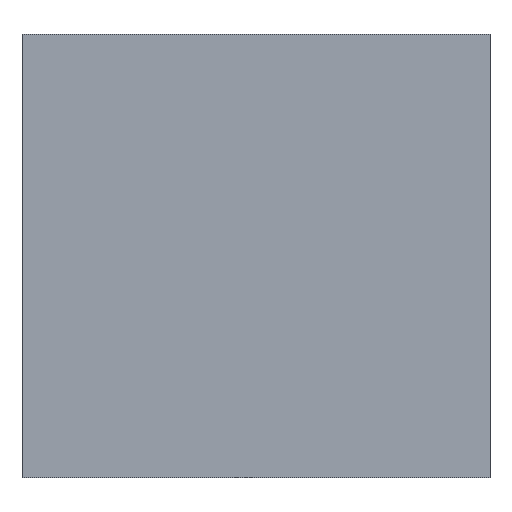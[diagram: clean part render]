
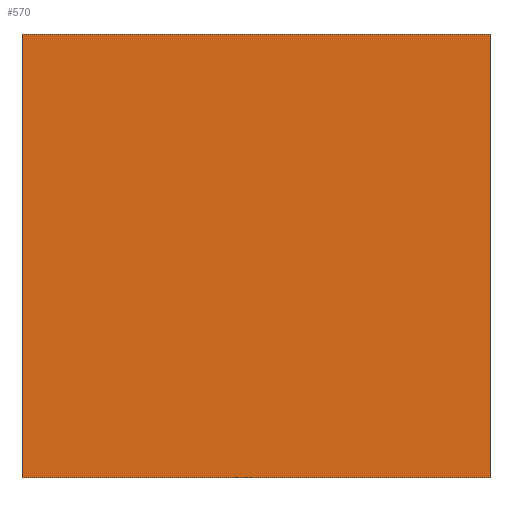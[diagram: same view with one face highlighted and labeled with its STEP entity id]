
A CAD part, front view. The second image highlights one B-rep face of the part: STEP entity #570.
In plain terms, the highlighted planar face has unit normal (0, -1, 0).
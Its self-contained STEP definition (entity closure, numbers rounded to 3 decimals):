
#66=LINE('',#971,#114);
#70=LINE('',#979,#118);
#73=LINE('',#985,#121);
#76=LINE('',#990,#124);
#114=VECTOR('',#808,10.);
#118=VECTOR('',#814,10.);
#121=VECTOR('',#819,10.);
#124=VECTOR('',#824,10.);
#142=PLANE('',#649);
#176=FACE_OUTER_BOUND('',#213,.T.);
#213=EDGE_LOOP('',(#528,#529,#530,#531));
#287=VERTEX_POINT('',#969);
#288=VERTEX_POINT('',#970);
#291=VERTEX_POINT('',#978);
#293=VERTEX_POINT('',#984);
#362=EDGE_CURVE('',#287,#288,#66,.T.);
#366=EDGE_CURVE('',#291,#287,#70,.T.);
#369=EDGE_CURVE('',#293,#291,#73,.T.);
#372=EDGE_CURVE('',#288,#293,#76,.T.);
#528=ORIENTED_EDGE('',*,*,#372,.F.);
#529=ORIENTED_EDGE('',*,*,#362,.F.);
#530=ORIENTED_EDGE('',*,*,#366,.F.);
#531=ORIENTED_EDGE('',*,*,#369,.F.);
#570=ADVANCED_FACE('',(#176),#142,.F.);
#649=AXIS2_PLACEMENT_3D('',#993,#828,#829);
#808=DIRECTION('',(1.,0.,0.));
#814=DIRECTION('',(0.,0.,1.));
#819=DIRECTION('',(-1.,0.,0.));
#824=DIRECTION('',(0.,0.,-1.));
#828=DIRECTION('center_axis',(0.,1.,0.));
#829=DIRECTION('ref_axis',(1.,0.,0.));
#969=CARTESIAN_POINT('',(-1.9,0.,1.8));
#970=CARTESIAN_POINT('',(1.9,0.,1.8));
#971=CARTESIAN_POINT('',(-1.9,0.,1.8));
#978=CARTESIAN_POINT('',(-1.9,0.,-1.8));
#979=CARTESIAN_POINT('',(-1.9,0.,-1.8));
#984=CARTESIAN_POINT('',(1.9,0.,-1.8));
#985=CARTESIAN_POINT('',(1.9,0.,-1.8));
#990=CARTESIAN_POINT('',(1.9,0.,1.8));
#993=CARTESIAN_POINT('Origin',(0.,0.,0.));
